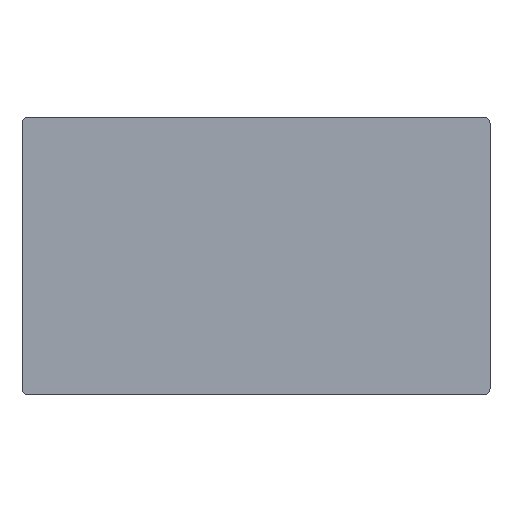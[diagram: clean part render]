
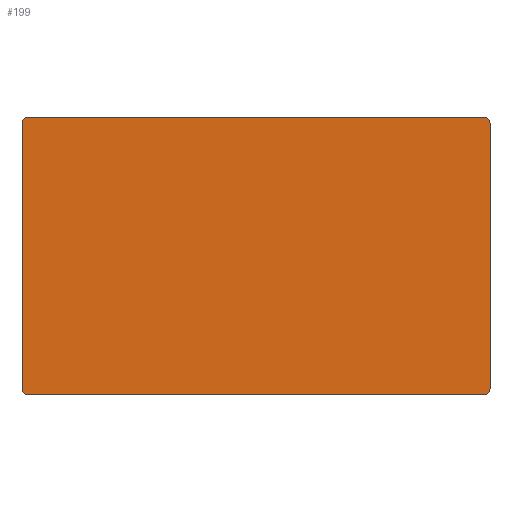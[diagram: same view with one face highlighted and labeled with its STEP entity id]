
A CAD part, left-side view. The second image highlights one B-rep face of the part: STEP entity #199.
In plain terms, the highlighted planar face has unit normal (-1, 0, 0).
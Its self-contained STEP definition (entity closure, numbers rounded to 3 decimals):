
#2 = CARTESIAN_POINT ( 'NONE',  ( 38., 178.5, 570.4 ) ) ;
#3 = AXIS2_PLACEMENT_3D ( 'NONE', #65, #99, #38 ) ;
#5 = DIRECTION ( 'NONE',  ( 1., 0., 0. ) ) ;
#8 = DIRECTION ( 'NONE',  ( 0., 0., 1. ) ) ;
#14 = CARTESIAN_POINT ( 'NONE',  ( 38., -189.5, 570.4 ) ) ;
#19 = AXIS2_PLACEMENT_3D ( 'NONE', #64, #5, #68 ) ;
#25 = VERTEX_POINT ( 'NONE', #322 ) ;
#26 = AXIS2_PLACEMENT_3D ( 'NONE', #164, #326, #270 ) ;
#37 = PLANE ( 'NONE',  #3 ) ;
#38 = DIRECTION ( 'NONE',  ( 0., 0., 1. ) ) ;
#45 = VERTEX_POINT ( 'NONE', #186 ) ;
#50 = VECTOR ( 'NONE', #208, 1000. ) ;
#52 = ORIENTED_EDGE ( 'NONE', *, *, #149, .F. ) ;
#54 = CIRCLE ( 'NONE', #19, 5. ) ;
#55 = ORIENTED_EDGE ( 'NONE', *, *, #305, .F. ) ;
#57 = CIRCLE ( 'NONE', #238, 5. ) ;
#64 = CARTESIAN_POINT ( 'NONE',  ( 38., 178.5, 781.9 ) ) ;
#65 = CARTESIAN_POINT ( 'NONE',  ( 38., 0., 0. ) ) ;
#68 = DIRECTION ( 'NONE',  ( 0., 0., -1. ) ) ;
#69 = CARTESIAN_POINT ( 'NONE',  ( 38., -184.5, 565.4 ) ) ;
#70 = EDGE_CURVE ( 'NONE', #25, #341, #252, .T. ) ;
#73 = CIRCLE ( 'NONE', #88, 5. ) ;
#85 = ORIENTED_EDGE ( 'NONE', *, *, #372, .F. ) ;
#88 = AXIS2_PLACEMENT_3D ( 'NONE', #2, #94, #245 ) ;
#89 = CARTESIAN_POINT ( 'NONE',  ( 38., 183.5, 570.4 ) ) ;
#94 = DIRECTION ( 'NONE',  ( 1., 0., 0. ) ) ;
#95 = CARTESIAN_POINT ( 'NONE',  ( 38., -184.5, 570.4 ) ) ;
#98 = CARTESIAN_POINT ( 'NONE',  ( 38., 183.5, 565.4 ) ) ;
#99 = DIRECTION ( 'NONE',  ( -1., 0., 0. ) ) ;
#108 = VERTEX_POINT ( 'NONE', #89 ) ;
#129 = CARTESIAN_POINT ( 'NONE',  ( 38., 178.5, 786.9 ) ) ;
#132 = DIRECTION ( 'NONE',  ( 1., 0., 0. ) ) ;
#140 = DIRECTION ( 'NONE',  ( 0., -1., 0. ) ) ;
#143 = EDGE_CURVE ( 'NONE', #292, #108, #73, .T. ) ;
#149 = EDGE_CURVE ( 'NONE', #293, #248, #54, .T. ) ;
#151 = ORIENTED_EDGE ( 'NONE', *, *, #200, .F. ) ;
#164 = CARTESIAN_POINT ( 'NONE',  ( 38., -184.5, 781.9 ) ) ;
#170 = CARTESIAN_POINT ( 'NONE',  ( 38., 178.5, 565.4 ) ) ;
#186 = CARTESIAN_POINT ( 'NONE',  ( 38., -184.5, 786.9 ) ) ;
#189 = LINE ( 'NONE', #98, #266 ) ;
#197 = VERTEX_POINT ( 'NONE', #69 ) ;
#199 = ADVANCED_FACE ( 'NONE', ( #325 ), #37, .T. ) ;
#200 = EDGE_CURVE ( 'NONE', #197, #292, #189, .T. ) ;
#207 = CIRCLE ( 'NONE', #26, 5. ) ;
#208 = DIRECTION ( 'NONE',  ( 0., 0., -1. ) ) ;
#219 = CARTESIAN_POINT ( 'NONE',  ( 38., -189.5, 786.9 ) ) ;
#229 = LINE ( 'NONE', #333, #307 ) ;
#232 = EDGE_LOOP ( 'NONE', ( #85, #52, #55, #357, #151, #316, #336, #337 ) ) ;
#233 = EDGE_CURVE ( 'NONE', #341, #197, #57, .T. ) ;
#234 = CARTESIAN_POINT ( 'NONE',  ( 38., -189.5, 565.4 ) ) ;
#238 = AXIS2_PLACEMENT_3D ( 'NONE', #95, #132, #299 ) ;
#241 = EDGE_CURVE ( 'NONE', #45, #25, #207, .T. ) ;
#245 = DIRECTION ( 'NONE',  ( 0., 0., -1. ) ) ;
#248 = VERTEX_POINT ( 'NONE', #129 ) ;
#252 = LINE ( 'NONE', #234, #50 ) ;
#257 = VECTOR ( 'NONE', #140, 1000. ) ;
#266 = VECTOR ( 'NONE', #273, 1000. ) ;
#270 = DIRECTION ( 'NONE',  ( 0., 0., -1. ) ) ;
#273 = DIRECTION ( 'NONE',  ( 0., 1., 0. ) ) ;
#275 = CARTESIAN_POINT ( 'NONE',  ( 38., 183.5, 781.9 ) ) ;
#292 = VERTEX_POINT ( 'NONE', #170 ) ;
#293 = VERTEX_POINT ( 'NONE', #275 ) ;
#299 = DIRECTION ( 'NONE',  ( 0., 0., -1. ) ) ;
#305 = EDGE_CURVE ( 'NONE', #108, #293, #229, .T. ) ;
#307 = VECTOR ( 'NONE', #8, 1000. ) ;
#316 = ORIENTED_EDGE ( 'NONE', *, *, #233, .F. ) ;
#322 = CARTESIAN_POINT ( 'NONE',  ( 38., -189.5, 781.9 ) ) ;
#325 = FACE_OUTER_BOUND ( 'NONE', #232, .T. ) ;
#326 = DIRECTION ( 'NONE',  ( 1., 0., 0. ) ) ;
#333 = CARTESIAN_POINT ( 'NONE',  ( 38., 183.5, 786.9 ) ) ;
#334 = LINE ( 'NONE', #219, #257 ) ;
#336 = ORIENTED_EDGE ( 'NONE', *, *, #70, .F. ) ;
#337 = ORIENTED_EDGE ( 'NONE', *, *, #241, .F. ) ;
#341 = VERTEX_POINT ( 'NONE', #14 ) ;
#357 = ORIENTED_EDGE ( 'NONE', *, *, #143, .F. ) ;
#372 = EDGE_CURVE ( 'NONE', #248, #45, #334, .T. ) ;
